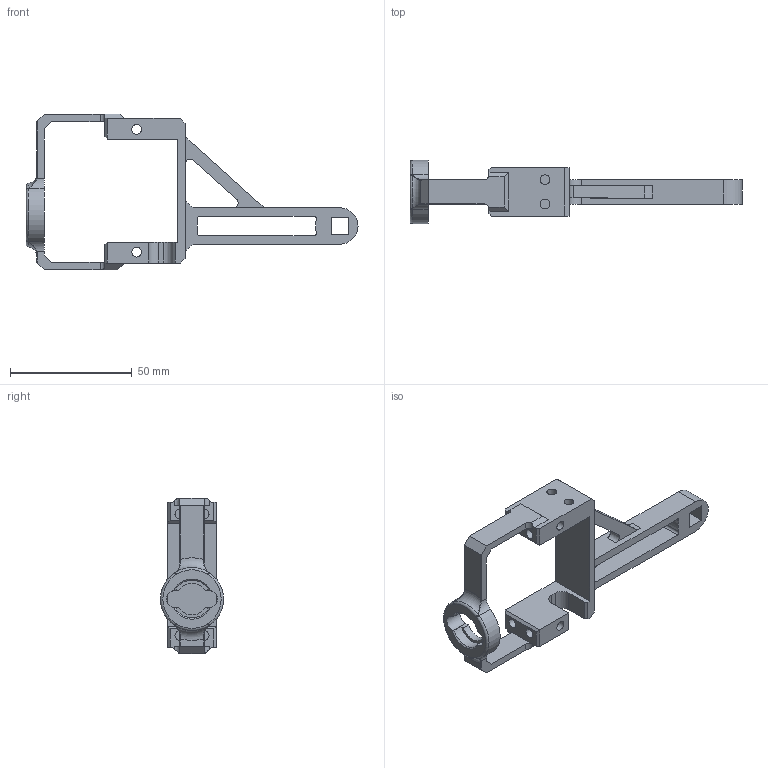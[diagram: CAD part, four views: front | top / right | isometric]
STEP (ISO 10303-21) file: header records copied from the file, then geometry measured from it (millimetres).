
FILE_DESCRIPTION(/* description */ (''),/* implementation_level */ '2;1');
FILE_NAME(/* name */ 'Link2.stp',/* time_stamp */ '2023-04-16T23:23:42-04:00',/* author */ (''),/* organization */ (''),/* preprocessor_version */ 'ST-DEVELOPER v18.102',/* originating_system */ 'SIEMENS PLM Software NX2206.6002',/* authorisation */ '');
FILE_SCHEMA (('AUTOMOTIVE_DESIGN { 1 0 10303 214 3 1 1 1 }'));
Length unit declared in the file: millimetre
Products named in the file (1): Link2
Bounding box: 136.6 x 26 x 64 mm (x, y, z)
Volume: 24108.9 mm3; surface area: 15718.7 mm2
Topology: 1 solids, 1 shells, 142 faces, 379 edges, 244 vertices
Faces by surface type: plane 72, cylinder 42, bspline 16, torus 10, cone 2
Full cylindrical faces by diameter (mm): 4 x8
Entity records: 4779 total; most frequent: CARTESIAN_POINT 1270, ORIENTED_EDGE 738, DIRECTION 701, EDGE_CURVE 369, AXIS2_PLACEMENT_3D 245, VERTEX_POINT 242, LINE 211, VECTOR 211
